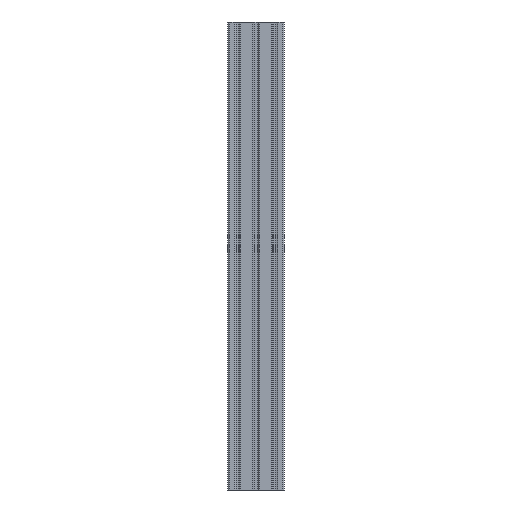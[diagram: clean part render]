
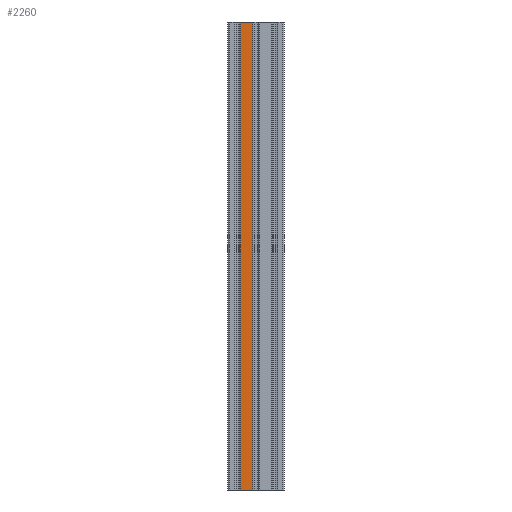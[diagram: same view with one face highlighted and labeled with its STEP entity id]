
A CAD part, front view. The second image highlights one B-rep face of the part: STEP entity #2260.
In plain terms, the highlighted planar face has unit normal (0, -1, 0).
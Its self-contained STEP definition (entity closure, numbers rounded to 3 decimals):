
#129 = CARTESIAN_POINT ( 'NONE',  ( -24126.445, -19892.881, 0. ) ) ;
#135 = DIRECTION ( 'NONE',  ( 1., 0., 0. ) ) ;
#172 = LINE ( 'NONE', #129, #179 ) ;
#179 = VECTOR ( 'NONE', #135, 1000. ) ;
#1994 = CARTESIAN_POINT ( 'NONE',  ( -24126.445, -19892.881, 0. ) ) ;
#2039 = CARTESIAN_POINT ( 'NONE',  ( -24113.195, -19892.881, 0. ) ) ;
#2244 = EDGE_LOOP ( 'NONE', ( #2261, #2259, #2265, #2264 ) ) ;
#2258 = EDGE_CURVE ( 'NONE', #3210, #3487, #4544, .T. ) ;
#2259 = ORIENTED_EDGE ( 'NONE', *, *, #2258, .F. ) ;
#2260 = ADVANCED_FACE ( 'NONE', ( #4686 ), #4843, .F. ) ;
#2261 = ORIENTED_EDGE ( 'NONE', *, *, #3425, .T. ) ;
#2264 = ORIENTED_EDGE ( 'NONE', *, *, #2344, .T. ) ;
#2265 = ORIENTED_EDGE ( 'NONE', *, *, #3281, .F. ) ;
#2344 = EDGE_CURVE ( 'NONE', #3282, #3484, #4987, .T. ) ;
#2403 = DIRECTION ( 'NONE',  ( 1., 0., 0. ) ) ;
#2405 = CARTESIAN_POINT ( 'NONE',  ( -24126.445, -19892.881, 500. ) ) ;
#2407 = VECTOR ( 'NONE', #2403, 1000. ) ;
#2408 = CARTESIAN_POINT ( 'NONE',  ( -24126.445, -19892.881, 500. ) ) ;
#2409 = LINE ( 'NONE', #2408, #2407 ) ;
#2423 = CARTESIAN_POINT ( 'NONE',  ( -24113.195, -19892.881, 500. ) ) ;
#3210 = VERTEX_POINT ( 'NONE', #2423 ) ;
#3281 = EDGE_CURVE ( 'NONE', #3282, #3210, #2409, .T. ) ;
#3282 = VERTEX_POINT ( 'NONE', #2405 ) ;
#3425 = EDGE_CURVE ( 'NONE', #3484, #3487, #172, .T. ) ;
#3484 = VERTEX_POINT ( 'NONE', #1994 ) ;
#3487 = VERTEX_POINT ( 'NONE', #2039 ) ;
#4529 = VECTOR ( 'NONE', #4689, 1000. ) ;
#4530 = CARTESIAN_POINT ( 'NONE',  ( -24113.195, -19892.881, 500. ) ) ;
#4544 = LINE ( 'NONE', #4530, #4529 ) ;
#4686 = FACE_OUTER_BOUND ( 'NONE', #2244, .T. ) ;
#4689 = DIRECTION ( 'NONE',  ( 0., 0., -1. ) ) ;
#4843 = PLANE ( 'NONE',  #4934 ) ;
#4931 = DIRECTION ( 'NONE',  ( -1., 0., 0. ) ) ;
#4932 = DIRECTION ( 'NONE',  ( 0., 1., 0. ) ) ;
#4933 = CARTESIAN_POINT ( 'NONE',  ( -24126.445, -19892.881, 500. ) ) ;
#4934 = AXIS2_PLACEMENT_3D ( 'NONE', #4933, #4932, #4931 ) ;
#4986 = VECTOR ( 'NONE', #4994, 1000. ) ;
#4987 = LINE ( 'NONE', #4992, #4986 ) ;
#4992 = CARTESIAN_POINT ( 'NONE',  ( -24126.445, -19892.881, 500. ) ) ;
#4994 = DIRECTION ( 'NONE',  ( 0., 0., -1. ) ) ;
